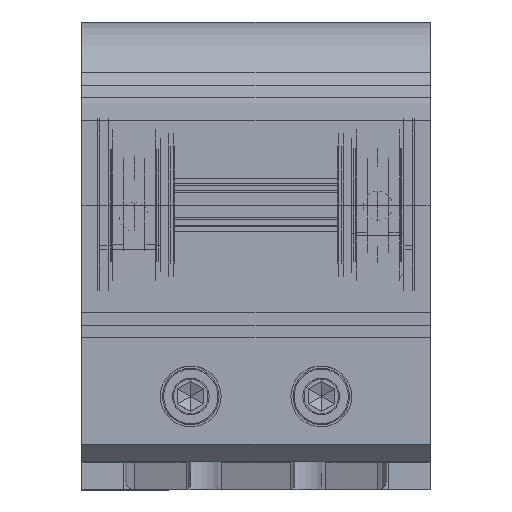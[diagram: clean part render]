
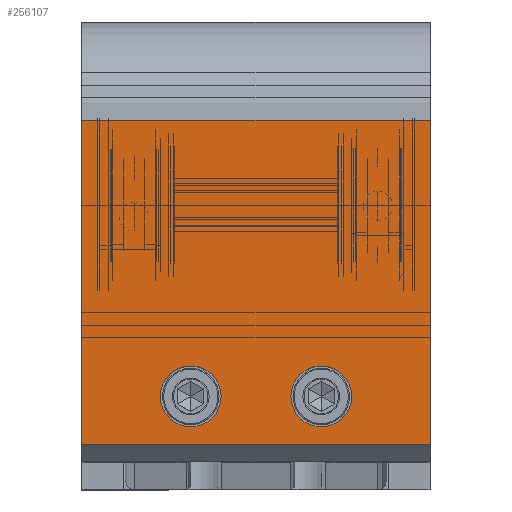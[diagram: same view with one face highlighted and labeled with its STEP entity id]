
A CAD part, top view. The second image highlights one B-rep face of the part: STEP entity #256107.
In plain terms, the highlighted planar face has unit normal (0, 0, 1).
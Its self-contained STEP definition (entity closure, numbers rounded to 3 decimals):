
#511 = VECTOR ( 'NONE', #43441, 1000. ) ;
#16756 = ORIENTED_EDGE ( 'NONE', *, *, #320169, .T. ) ;
#18083 = DIRECTION ( 'NONE',  ( 1., 0., 0. ) ) ;
#21214 = EDGE_CURVE ( 'NONE', #266425, #314127, #41886, .T. ) ;
#31758 = AXIS2_PLACEMENT_3D ( 'NONE', #272628, #74970, #124422 ) ;
#34753 = VERTEX_POINT ( 'NONE', #138971 ) ;
#34995 = VERTEX_POINT ( 'NONE', #235737 ) ;
#35923 = EDGE_LOOP ( 'NONE', ( #307523, #110516 ) ) ;
#36027 = DIRECTION ( 'NONE',  ( 0., 0., 1. ) ) ;
#41394 = ORIENTED_EDGE ( 'NONE', *, *, #53523, .T. ) ;
#41886 = LINE ( 'NONE', #64894, #233341 ) ;
#43441 = DIRECTION ( 'NONE',  ( 1., 0., 0. ) ) ;
#46718 = CARTESIAN_POINT ( 'NONE',  ( 185.798, 163.238, 570.351 ) ) ;
#50472 = AXIS2_PLACEMENT_3D ( 'NONE', #243413, #142989, #18083 ) ;
#53523 = EDGE_CURVE ( 'NONE', #266425, #235970, #310316, .T. ) ;
#61879 = EDGE_CURVE ( 'NONE', #34995, #191644, #126057, .T. ) ;
#63891 = DIRECTION ( 'NONE',  ( 0., 0., 1. ) ) ;
#64894 = CARTESIAN_POINT ( 'NONE',  ( 185.798, 159.238, 570.351 ) ) ;
#74970 = DIRECTION ( 'NONE',  ( 0., 0., 1. ) ) ;
#84258 = FACE_BOUND ( 'NONE', #234792, .T. ) ;
#84745 = CARTESIAN_POINT ( 'NONE',  ( 185.798, 237.738, 570.351 ) ) ;
#86457 = DIRECTION ( 'NONE',  ( 0., -1., 0. ) ) ;
#104275 = CARTESIAN_POINT ( 'NONE',  ( 153.798, 174.238, 570.351 ) ) ;
#110516 = ORIENTED_EDGE ( 'NONE', *, *, #61879, .F. ) ;
#116493 = DIRECTION ( 'NONE',  ( 1., 0., 0. ) ) ;
#117205 = CARTESIAN_POINT ( 'NONE',  ( 137.798, 174.238, 570.351 ) ) ;
#122120 = AXIS2_PLACEMENT_3D ( 'NONE', #192904, #186498, #239004 ) ;
#124422 = DIRECTION ( 'NONE',  ( 1., 0., 0. ) ) ;
#126057 = CIRCLE ( 'NONE', #152371, 7. ) ;
#126865 = EDGE_LOOP ( 'NONE', ( #16756, #198254, #228547, #41394 ) ) ;
#127207 = EDGE_CURVE ( 'NONE', #234224, #34753, #155445, .T. ) ;
#138971 = CARTESIAN_POINT ( 'NONE',  ( 167.798, 174.238, 570.351 ) ) ;
#142989 = DIRECTION ( 'NONE',  ( 0., 0., 1. ) ) ;
#149049 = CARTESIAN_POINT ( 'NONE',  ( 185.798, 163.238, 570.351 ) ) ;
#152371 = AXIS2_PLACEMENT_3D ( 'NONE', #187461, #63891, #116493 ) ;
#154679 = VECTOR ( 'NONE', #86457, 1000. ) ;
#155445 = CIRCLE ( 'NONE', #50472, 7. ) ;
#161623 = EDGE_CURVE ( 'NONE', #34753, #234224, #236438, .T. ) ;
#175750 = VERTEX_POINT ( 'NONE', #179095 ) ;
#178728 = AXIS2_PLACEMENT_3D ( 'NONE', #286180, #36027, #184157 ) ;
#179095 = CARTESIAN_POINT ( 'NONE',  ( 105.798, 163.238, 570.351 ) ) ;
#181662 = FACE_BOUND ( 'NONE', #35923, .T. ) ;
#184157 = DIRECTION ( 'NONE',  ( 1., 0., 0. ) ) ;
#186268 = CARTESIAN_POINT ( 'NONE',  ( 185.798, 237.738, 570.351 ) ) ;
#186498 = DIRECTION ( 'NONE',  ( 0., 0., -1. ) ) ;
#187461 = CARTESIAN_POINT ( 'NONE',  ( 130.798, 174.238, 570.351 ) ) ;
#188422 = DIRECTION ( 'NONE',  ( 0., -1., 0. ) ) ;
#189700 = ORIENTED_EDGE ( 'NONE', *, *, #161623, .F. ) ;
#191644 = VERTEX_POINT ( 'NONE', #117205 ) ;
#191850 = LINE ( 'NONE', #236339, #154679 ) ;
#192904 = CARTESIAN_POINT ( 'NONE',  ( 185.798, 159.238, 570.351 ) ) ;
#192950 = EDGE_CURVE ( 'NONE', #191644, #34995, #294255, .T. ) ;
#198254 = ORIENTED_EDGE ( 'NONE', *, *, #308903, .T. ) ;
#203834 = ORIENTED_EDGE ( 'NONE', *, *, #127207, .F. ) ;
#228547 = ORIENTED_EDGE ( 'NONE', *, *, #21214, .F. ) ;
#233341 = VECTOR ( 'NONE', #188422, 1000. ) ;
#234224 = VERTEX_POINT ( 'NONE', #104275 ) ;
#234792 = EDGE_LOOP ( 'NONE', ( #189700, #203834 ) ) ;
#235737 = CARTESIAN_POINT ( 'NONE',  ( 123.798, 174.238, 570.351 ) ) ;
#235970 = VERTEX_POINT ( 'NONE', #255770 ) ;
#236339 = CARTESIAN_POINT ( 'NONE',  ( 105.798, 159.238, 570.351 ) ) ;
#236438 = CIRCLE ( 'NONE', #31758, 7. ) ;
#239004 = DIRECTION ( 'NONE',  ( -1., 0., 0. ) ) ;
#243413 = CARTESIAN_POINT ( 'NONE',  ( 160.798, 174.238, 570.351 ) ) ;
#244144 = LINE ( 'NONE', #46718, #511 ) ;
#252425 = PLANE ( 'NONE',  #122120 ) ;
#255770 = CARTESIAN_POINT ( 'NONE',  ( 105.798, 237.738, 570.351 ) ) ;
#256107 = ADVANCED_FACE ( 'NONE', ( #181662, #84258, #308275 ), #252425, .F. ) ;
#266425 = VERTEX_POINT ( 'NONE', #186268 ) ;
#272628 = CARTESIAN_POINT ( 'NONE',  ( 160.798, 174.238, 570.351 ) ) ;
#286180 = CARTESIAN_POINT ( 'NONE',  ( 130.798, 174.238, 570.351 ) ) ;
#294255 = CIRCLE ( 'NONE', #178728, 7. ) ;
#307523 = ORIENTED_EDGE ( 'NONE', *, *, #192950, .F. ) ;
#308275 = FACE_OUTER_BOUND ( 'NONE', #126865, .T. ) ;
#308903 = EDGE_CURVE ( 'NONE', #175750, #314127, #244144, .T. ) ;
#310316 = LINE ( 'NONE', #84745, #317419 ) ;
#314127 = VERTEX_POINT ( 'NONE', #149049 ) ;
#317419 = VECTOR ( 'NONE', #324929, 1000. ) ;
#320169 = EDGE_CURVE ( 'NONE', #235970, #175750, #191850, .T. ) ;
#324929 = DIRECTION ( 'NONE',  ( -1., 0., 0. ) ) ;
